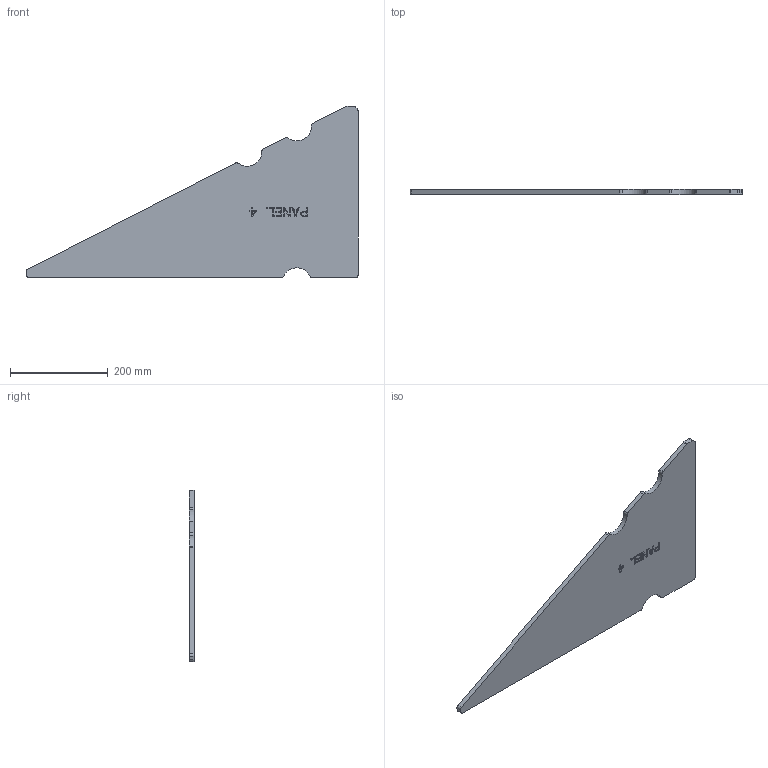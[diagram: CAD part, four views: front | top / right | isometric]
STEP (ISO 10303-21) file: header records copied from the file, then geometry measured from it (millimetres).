
FILE_DESCRIPTION(('Open CASCADE Model'),'2;1');
FILE_NAME('Open CASCADE Shape Model','2021-04-08T10:47:17',('Author'),( 'Open CASCADE'),'Open CASCADE STEP processor 7.4','Open CASCADE 7.4' ,'Unknown');
FILE_SCHEMA(('CONFIG_CONTROL_DESIGN'));
Length unit declared in the file: millimetre
Products named in the file (1): 0000036061 57
Bounding box: 678.65 x 11 x 350 mm (x, y, z)
Volume: 1254324 mm3; surface area: 269691.1 mm2
Topology: 1 solids, 1 shells, 112 faces, 303 edges, 202 vertices
Faces by surface type: plane 96, cylinder 16
Entity records: 7482 total; most frequent: CARTESIAN_POINT 1272, DIRECTION 1159, LINE 845, VECTOR 845, ORIENTED_EDGE 606, PCURVE 606, DEFINITIONAL_REPRESENTATION 606, EDGE_CURVE 303
